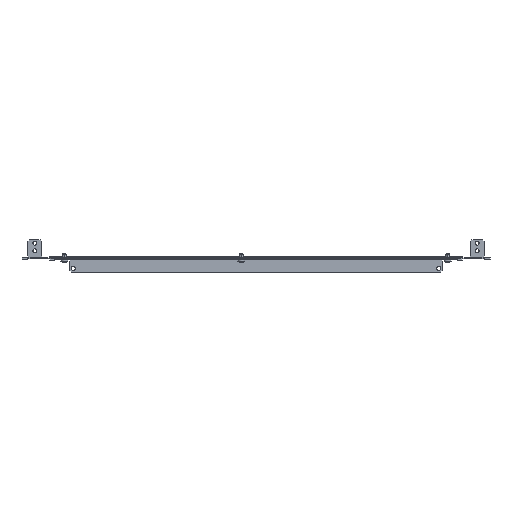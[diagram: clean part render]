
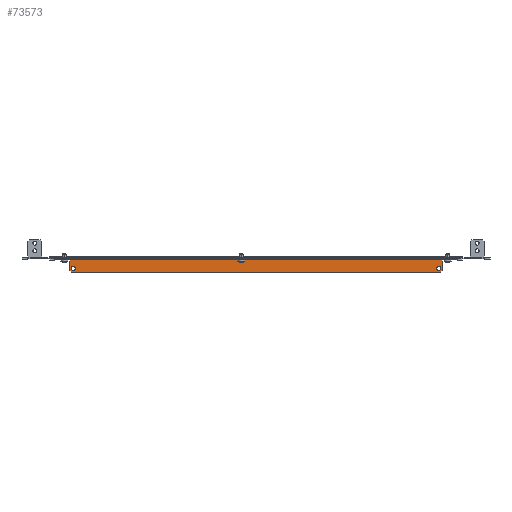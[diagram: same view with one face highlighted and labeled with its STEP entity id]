
A CAD part, left-side view. The second image highlights one B-rep face of the part: STEP entity #73573.
In plain terms, the highlighted planar face has unit normal (-1, 0, 0).
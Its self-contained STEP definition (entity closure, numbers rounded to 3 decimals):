
#270 = VECTOR ( 'NONE', #3776, 1000. ) ;
#1129 = CARTESIAN_POINT ( 'NONE',  ( 314.25, 0., -1.5 ) ) ;
#1636 = DIRECTION ( 'NONE',  ( 0., 0., -1. ) ) ;
#2159 = VERTEX_POINT ( 'NONE', #38555 ) ;
#3776 = DIRECTION ( 'NONE',  ( 0., 1., 0. ) ) ;
#4270 = VERTEX_POINT ( 'NONE', #5919 ) ;
#4364 = CARTESIAN_POINT ( 'NONE',  ( 314.25, -316., -4. ) ) ;
#5527 = CARTESIAN_POINT ( 'NONE',  ( 314.25, -313., -25. ) ) ;
#5743 = ORIENTED_EDGE ( 'NONE', *, *, #69341, .F. ) ;
#5919 = CARTESIAN_POINT ( 'NONE',  ( 314.25, 313., -25. ) ) ;
#7199 = DIRECTION ( 'NONE',  ( 0., 0., -1. ) ) ;
#9654 = CARTESIAN_POINT ( 'NONE',  ( 314.25, -316., -3. ) ) ;
#9926 = AXIS2_PLACEMENT_3D ( 'NONE', #79553, #60554, #35196 ) ;
#10168 = DIRECTION ( 'NONE',  ( 0., 0., 1. ) ) ;
#10807 = VERTEX_POINT ( 'NONE', #76114 ) ;
#11479 = ORIENTED_EDGE ( 'NONE', *, *, #29909, .T. ) ;
#12895 = CARTESIAN_POINT ( 'NONE',  ( 314.25, 316., -3. ) ) ;
#13006 = DIRECTION ( 'NONE',  ( 1., 0., 0. ) ) ;
#13373 = CARTESIAN_POINT ( 'NONE',  ( 314.25, -168.25, -169.75 ) ) ;
#13727 = DIRECTION ( 'NONE',  ( 0., 0., 1. ) ) ;
#13850 = CARTESIAN_POINT ( 'NONE',  ( 314.25, 310., -18.25 ) ) ;
#14190 = DIRECTION ( 'NONE',  ( -1., 0., 0. ) ) ;
#14366 = EDGE_LOOP ( 'NONE', ( #77765, #47477, #76489, #11479, #5743, #77449, #25008, #47487 ) ) ;
#14896 = CARTESIAN_POINT ( 'NONE',  ( 314.25, -316., -22. ) ) ;
#14919 = LINE ( 'NONE', #20425, #47859 ) ;
#16656 = CIRCLE ( 'NONE', #58494, 3.45 ) ;
#16793 = DIRECTION ( 'NONE',  ( 0., 0., -1. ) ) ;
#16856 = LINE ( 'NONE', #36273, #270 ) ;
#19098 = EDGE_LOOP ( 'NONE', ( #30877, #33866 ) ) ;
#20425 = CARTESIAN_POINT ( 'NONE',  ( 314.25, 168.25, -169.75 ) ) ;
#21322 = VECTOR ( 'NONE', #61017, 1000. ) ;
#21780 = DIRECTION ( 'NONE',  ( 0., 0., 1. ) ) ;
#23627 = EDGE_LOOP ( 'NONE', ( #53109, #66863 ) ) ;
#25008 = ORIENTED_EDGE ( 'NONE', *, *, #52223, .F. ) ;
#25298 = VERTEX_POINT ( 'NONE', #5527 ) ;
#26039 = CARTESIAN_POINT ( 'NONE',  ( 314.25, -310., -18.25 ) ) ;
#26093 = EDGE_CURVE ( 'NONE', #10807, #79930, #77065, .T. ) ;
#26123 = VECTOR ( 'NONE', #10168, 1000. ) ;
#29909 = EDGE_CURVE ( 'NONE', #68085, #77157, #80453, .T. ) ;
#30877 = ORIENTED_EDGE ( 'NONE', *, *, #26093, .T. ) ;
#32779 = DIRECTION ( 'NONE',  ( 0., 0., -1. ) ) ;
#32788 = FACE_BOUND ( 'NONE', #23627, .T. ) ;
#33866 = ORIENTED_EDGE ( 'NONE', *, *, #54807, .T. ) ;
#34918 = CARTESIAN_POINT ( 'NONE',  ( 314.25, 316., -22. ) ) ;
#35196 = DIRECTION ( 'NONE',  ( 0., 0., -1. ) ) ;
#35231 = CARTESIAN_POINT ( 'NONE',  ( 314.25, 0., -3. ) ) ;
#35270 = CARTESIAN_POINT ( 'NONE',  ( 314.25, -316., -4. ) ) ;
#36273 = CARTESIAN_POINT ( 'NONE',  ( 314.25, 316., -25. ) ) ;
#37199 = VECTOR ( 'NONE', #21780, 1000. ) ;
#38555 = CARTESIAN_POINT ( 'NONE',  ( 314.25, 316., -3. ) ) ;
#39105 = FACE_BOUND ( 'NONE', #19098, .T. ) ;
#39936 = DIRECTION ( 'NONE',  ( 0., 0., -1. ) ) ;
#40636 = AXIS2_PLACEMENT_3D ( 'NONE', #26039, #64876, #32779 ) ;
#40675 = DIRECTION ( 'NONE',  ( 0., -0.707, -0.707 ) ) ;
#40819 = VECTOR ( 'NONE', #13727, 1000. ) ;
#42824 = CARTESIAN_POINT ( 'NONE',  ( 314.25, -310., -14.8 ) ) ;
#43409 = CARTESIAN_POINT ( 'NONE',  ( 314.25, 310., -14.8 ) ) ;
#43959 = VECTOR ( 'NONE', #44648, 1000. ) ;
#44224 = EDGE_CURVE ( 'NONE', #25298, #72036, #50575, .T. ) ;
#44648 = DIRECTION ( 'NONE',  ( 0., -0.707, 0.707 ) ) ;
#45435 = VERTEX_POINT ( 'NONE', #64103 ) ;
#47477 = ORIENTED_EDGE ( 'NONE', *, *, #44224, .T. ) ;
#47487 = ORIENTED_EDGE ( 'NONE', *, *, #61633, .T. ) ;
#47859 = VECTOR ( 'NONE', #40675, 1000. ) ;
#50575 = LINE ( 'NONE', #13373, #43959 ) ;
#52223 = EDGE_CURVE ( 'NONE', #69975, #60759, #71602, .T. ) ;
#53048 = EDGE_CURVE ( 'NONE', #60943, #45435, #16656, .T. ) ;
#53109 = ORIENTED_EDGE ( 'NONE', *, *, #82750, .T. ) ;
#54178 = AXIS2_PLACEMENT_3D ( 'NONE', #1129, #14190, #39936 ) ;
#54690 = VECTOR ( 'NONE', #16793, 1000. ) ;
#54807 = EDGE_CURVE ( 'NONE', #79930, #10807, #66894, .T. ) ;
#57489 = EDGE_CURVE ( 'NONE', #25298, #4270, #16856, .T. ) ;
#58274 = DIRECTION ( 'NONE',  ( 1., 0., 0. ) ) ;
#58494 = AXIS2_PLACEMENT_3D ( 'NONE', #13850, #13006, #1636 ) ;
#58973 = PLANE ( 'NONE',  #54178 ) ;
#59222 = EDGE_CURVE ( 'NONE', #60759, #2159, #62522, .T. ) ;
#59533 = CARTESIAN_POINT ( 'NONE',  ( 314.25, -310., -18.25 ) ) ;
#59947 = CARTESIAN_POINT ( 'NONE',  ( 314.25, 316., -4. ) ) ;
#60554 = DIRECTION ( 'NONE',  ( 1., 0., 0. ) ) ;
#60759 = VERTEX_POINT ( 'NONE', #59947 ) ;
#60943 = VERTEX_POINT ( 'NONE', #43409 ) ;
#61017 = DIRECTION ( 'NONE',  ( 0., -1., 0. ) ) ;
#61633 = EDGE_CURVE ( 'NONE', #69975, #4270, #14919, .T. ) ;
#61984 = CARTESIAN_POINT ( 'NONE',  ( 314.25, -316., -25. ) ) ;
#62408 = LINE ( 'NONE', #61984, #54690 ) ;
#62522 = LINE ( 'NONE', #75180, #26123 ) ;
#63862 = CIRCLE ( 'NONE', #9926, 3.45 ) ;
#64103 = CARTESIAN_POINT ( 'NONE',  ( 314.25, 310., -21.7 ) ) ;
#64876 = DIRECTION ( 'NONE',  ( 1., 0., 0. ) ) ;
#64890 = FACE_OUTER_BOUND ( 'NONE', #14366, .T. ) ;
#66863 = ORIENTED_EDGE ( 'NONE', *, *, #53048, .T. ) ;
#66894 = CIRCLE ( 'NONE', #79049, 3.45 ) ;
#67229 = EDGE_CURVE ( 'NONE', #68085, #72036, #62408, .T. ) ;
#67354 = LINE ( 'NONE', #35231, #21322 ) ;
#68085 = VERTEX_POINT ( 'NONE', #4364 ) ;
#69341 = EDGE_CURVE ( 'NONE', #2159, #77157, #67354, .T. ) ;
#69975 = VERTEX_POINT ( 'NONE', #34918 ) ;
#71602 = LINE ( 'NONE', #12895, #40819 ) ;
#72036 = VERTEX_POINT ( 'NONE', #14896 ) ;
#73573 = ADVANCED_FACE ( 'NONE', ( #32788, #39105, #64890 ), #58973, .T. ) ;
#75180 = CARTESIAN_POINT ( 'NONE',  ( 314.25, 316., -1.5 ) ) ;
#76114 = CARTESIAN_POINT ( 'NONE',  ( 314.25, -310., -21.7 ) ) ;
#76489 = ORIENTED_EDGE ( 'NONE', *, *, #67229, .F. ) ;
#77065 = CIRCLE ( 'NONE', #40636, 3.45 ) ;
#77157 = VERTEX_POINT ( 'NONE', #9654 ) ;
#77449 = ORIENTED_EDGE ( 'NONE', *, *, #59222, .F. ) ;
#77765 = ORIENTED_EDGE ( 'NONE', *, *, #57489, .F. ) ;
#79049 = AXIS2_PLACEMENT_3D ( 'NONE', #59533, #58274, #7199 ) ;
#79553 = CARTESIAN_POINT ( 'NONE',  ( 314.25, 310., -18.25 ) ) ;
#79930 = VERTEX_POINT ( 'NONE', #42824 ) ;
#80453 = LINE ( 'NONE', #35270, #37199 ) ;
#82750 = EDGE_CURVE ( 'NONE', #45435, #60943, #63862, .T. ) ;
